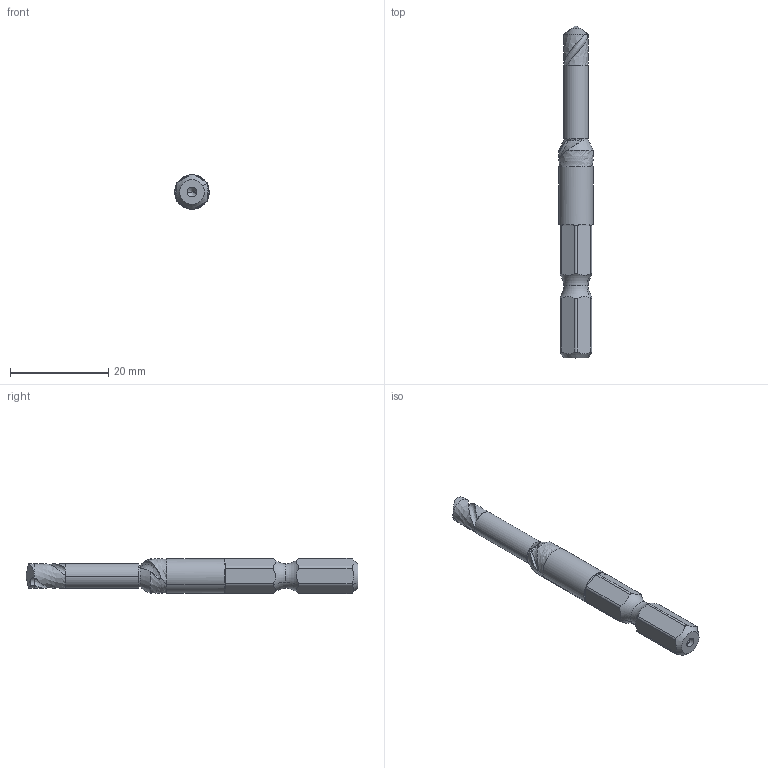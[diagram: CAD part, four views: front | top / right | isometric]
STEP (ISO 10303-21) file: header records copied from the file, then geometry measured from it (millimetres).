
FILE_DESCRIPTION (( 'STEP AP214' ), '1' );
FILE_NAME ('A488 Ìåò÷èê îäíîïðîõîäíûé ñïèðàëüíûé Ì5.STEP', '2021-07-27T13:42:09', ( 'Ïîëüçîâàòåëü Windows' ), ( '' ), 'SwSTEP 2.0', 'SolidWorks 2021', '' );
FILE_SCHEMA (( 'AUTOMOTIVE_DESIGN' ));
Length unit declared in the file: millimetre
Products named in the file (1): A488 Ìåò÷èê îäíîïðîõîäíûé ñïèðàëüíûé Ì5
Bounding box: 7 x 67.7 x 7.24 mm (x, y, z)
Volume: 1957.5 mm3; surface area: 1389.6 mm2
Topology: 1 solids, 1 shells, 121 faces, 325 edges, 207 vertices
Faces by surface type: plane 48, cylinder 31, bspline 24, cone 10, torus 4, sphere 4
Entity records: 8839 total; most frequent: CARTESIAN_POINT 6124, ORIENTED_EDGE 646, DIRECTION 431, EDGE_CURVE 323, VERTEX_POINT 207, AXIS2_PLACEMENT_3D 189, B_SPLINE_CURVE_WITH_KNOTS 172, EDGE_LOOP 124
